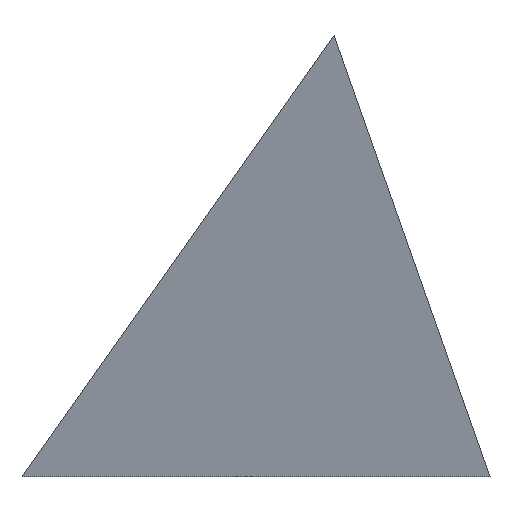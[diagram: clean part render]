
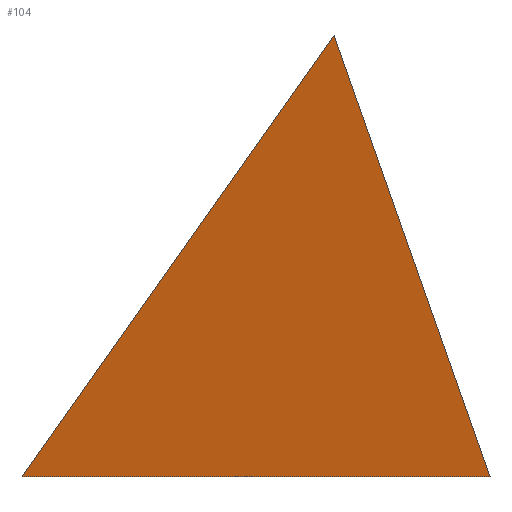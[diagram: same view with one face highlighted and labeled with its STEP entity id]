
A CAD part, left-side view. The second image highlights one B-rep face of the part: STEP entity #104.
In plain terms, the highlighted planar face has unit normal (-0.817, 0.471, 0.333).
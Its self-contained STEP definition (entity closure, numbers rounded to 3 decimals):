
#1 = VERTEX_POINT ( 'NONE', #66 ) ;
#2 = EDGE_CURVE ( 'NONE', #124, #31, #89, .T. ) ;
#9 = ORIENTED_EDGE ( 'NONE', *, *, #2, .T. ) ;
#15 = CARTESIAN_POINT ( 'NONE',  ( -40.825, -23.57, -16.667 ) ) ;
#21 = CARTESIAN_POINT ( 'NONE',  ( -40.825, -23.57, -16.667 ) ) ;
#31 = VERTEX_POINT ( 'NONE', #74 ) ;
#35 = CARTESIAN_POINT ( 'NONE',  ( -13.608, 7.857, 5.556 ) ) ;
#39 = EDGE_LOOP ( 'NONE', ( #9, #61, #102 ) ) ;
#41 = LINE ( 'NONE', #99, #100 ) ;
#42 = PLANE ( 'NONE',  #71 ) ;
#43 = DIRECTION ( 'NONE',  ( 0.5, 0.866, 0. ) ) ;
#55 = DIRECTION ( 'NONE',  ( 0., -0.577, 0.816 ) ) ;
#60 = VECTOR ( 'NONE', #101, 1000. ) ;
#61 = ORIENTED_EDGE ( 'NONE', *, *, #75, .F. ) ;
#66 = CARTESIAN_POINT ( 'NONE',  ( 0., 47.14, -16.667 ) ) ;
#68 = DIRECTION ( 'NONE',  ( 0.816, -0.471, -0.333 ) ) ;
#71 = AXIS2_PLACEMENT_3D ( 'NONE', #35, #68, #43 ) ;
#72 = LINE ( 'NONE', #15, #88 ) ;
#74 = CARTESIAN_POINT ( 'NONE',  ( 0., 0., 50. ) ) ;
#75 = EDGE_CURVE ( 'NONE', #1, #31, #41, .T. ) ;
#76 = CARTESIAN_POINT ( 'NONE',  ( -40.825, -23.57, -16.667 ) ) ;
#88 = VECTOR ( 'NONE', #108, 1000. ) ;
#89 = LINE ( 'NONE', #21, #60 ) ;
#91 = FACE_OUTER_BOUND ( 'NONE', #39, .T. ) ;
#99 = CARTESIAN_POINT ( 'NONE',  ( 0., 47.14, -16.667 ) ) ;
#100 = VECTOR ( 'NONE', #55, 1000. ) ;
#101 = DIRECTION ( 'NONE',  ( 0.5, 0.289, 0.816 ) ) ;
#102 = ORIENTED_EDGE ( 'NONE', *, *, #128, .F. ) ;
#104 = ADVANCED_FACE ( 'NONE', ( #91 ), #42, .F. ) ;
#108 = DIRECTION ( 'NONE',  ( 0.5, 0.866, 0. ) ) ;
#124 = VERTEX_POINT ( 'NONE', #76 ) ;
#128 = EDGE_CURVE ( 'NONE', #124, #1, #72, .T. ) ;
